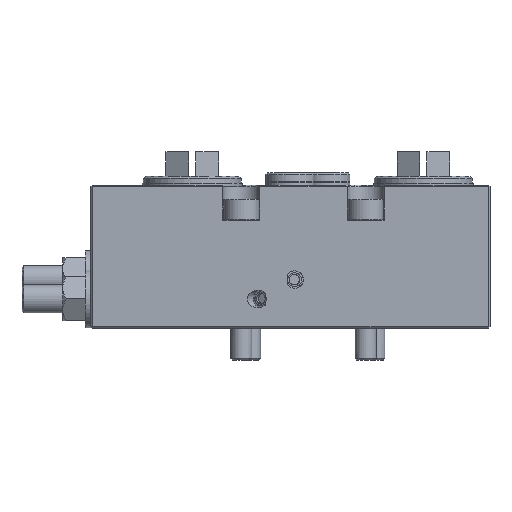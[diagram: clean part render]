
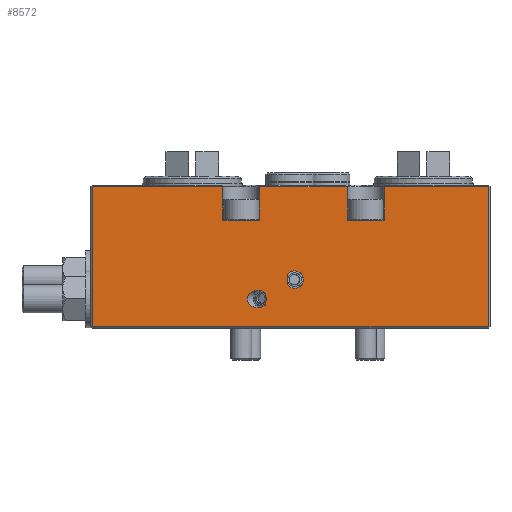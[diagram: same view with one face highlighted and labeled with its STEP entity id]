
A CAD part, front view. The second image highlights one B-rep face of the part: STEP entity #8572.
In plain terms, the highlighted planar face has unit normal (0, -1, 0).
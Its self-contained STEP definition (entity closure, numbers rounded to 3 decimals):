
#524=ELLIPSE('',#9225,2.427,2.);
#530=ELLIPSE('',#9283,2.519,2.5);
#531=ELLIPSE('',#9284,3.034,2.5);
#586=PLANE('',#9282);
#1483=ORIENTED_EDGE('',*,*,#3813,.F.);
#1484=ORIENTED_EDGE('',*,*,#3814,.F.);
#1485=ORIENTED_EDGE('',*,*,#3815,.F.);
#1486=ORIENTED_EDGE('',*,*,#3647,.F.);
#1487=ORIENTED_EDGE('',*,*,#3816,.F.);
#1488=ORIENTED_EDGE('',*,*,#3817,.F.);
#1489=ORIENTED_EDGE('',*,*,#3818,.F.);
#1490=ORIENTED_EDGE('',*,*,#3819,.T.);
#1491=ORIENTED_EDGE('',*,*,#3820,.F.);
#1492=ORIENTED_EDGE('',*,*,#3821,.F.);
#1493=ORIENTED_EDGE('',*,*,#3822,.F.);
#1494=ORIENTED_EDGE('',*,*,#3823,.T.);
#1495=ORIENTED_EDGE('',*,*,#3824,.T.);
#1496=ORIENTED_EDGE('',*,*,#3825,.T.);
#1497=ORIENTED_EDGE('',*,*,#3826,.T.);
#1498=ORIENTED_EDGE('',*,*,#3827,.T.);
#1499=ORIENTED_EDGE('',*,*,#3828,.F.);
#1500=ORIENTED_EDGE('',*,*,#3829,.F.);
#3647=EDGE_CURVE('',#4817,#4818,#524,.T.);
#3813=EDGE_CURVE('',#4973,#4974,#530,.T.);
#3814=EDGE_CURVE('',#4974,#4973,#5658,.T.);
#3815=EDGE_CURVE('',#4818,#4975,#5659,.T.);
#3816=EDGE_CURVE('',#4976,#4817,#5660,.T.);
#3817=EDGE_CURVE('',#4975,#4976,#531,.T.);
#3818=EDGE_CURVE('',#4977,#4978,#5661,.T.);
#3819=EDGE_CURVE('',#4977,#4979,#5662,.T.);
#3820=EDGE_CURVE('',#4980,#4979,#5663,.T.);
#3821=EDGE_CURVE('',#4981,#4980,#5664,.T.);
#3822=EDGE_CURVE('',#4982,#4981,#5665,.T.);
#3823=EDGE_CURVE('',#4982,#4983,#5666,.T.);
#3824=EDGE_CURVE('',#4983,#4984,#5667,.T.);
#3825=EDGE_CURVE('',#4984,#4985,#5668,.T.);
#3826=EDGE_CURVE('',#4985,#4986,#5669,.T.);
#3827=EDGE_CURVE('',#4986,#4987,#5670,.T.);
#3828=EDGE_CURVE('',#4988,#4987,#5671,.T.);
#3829=EDGE_CURVE('',#4978,#4988,#5672,.T.);
#4817=VERTEX_POINT('',#12632);
#4818=VERTEX_POINT('',#12633);
#4973=VERTEX_POINT('',#13171);
#4974=VERTEX_POINT('',#13172);
#4975=VERTEX_POINT('',#13175);
#4976=VERTEX_POINT('',#13177);
#4977=VERTEX_POINT('',#13180);
#4978=VERTEX_POINT('',#13181);
#4979=VERTEX_POINT('',#13183);
#4980=VERTEX_POINT('',#13185);
#4981=VERTEX_POINT('',#13187);
#4982=VERTEX_POINT('',#13189);
#4983=VERTEX_POINT('',#13191);
#4984=VERTEX_POINT('',#13193);
#4985=VERTEX_POINT('',#13195);
#4986=VERTEX_POINT('',#13197);
#4987=VERTEX_POINT('',#13199);
#4988=VERTEX_POINT('',#13201);
#5658=LINE('',#13173,#6313);
#5659=LINE('',#13174,#6314);
#5660=LINE('',#13176,#6315);
#5661=LINE('',#13179,#6316);
#5662=LINE('',#13182,#6317);
#5663=LINE('',#13184,#6318);
#5664=LINE('',#13186,#6319);
#5665=LINE('',#13188,#6320);
#5666=LINE('',#13190,#6321);
#5667=LINE('',#13192,#6322);
#5668=LINE('',#13194,#6323);
#5669=LINE('',#13196,#6324);
#5670=LINE('',#13198,#6325);
#5671=LINE('',#13200,#6326);
#5672=LINE('',#13202,#6327);
#6313=VECTOR('',#10371,1000.);
#6314=VECTOR('',#10372,1000.);
#6315=VECTOR('',#10373,1000.);
#6316=VECTOR('',#10376,1000.);
#6317=VECTOR('',#10377,1000.);
#6318=VECTOR('',#10378,1000.);
#6319=VECTOR('',#10379,1000.);
#6320=VECTOR('',#10380,1000.);
#6321=VECTOR('',#10381,1000.);
#6322=VECTOR('',#10382,1000.);
#6323=VECTOR('',#10383,1000.);
#6324=VECTOR('',#10384,1000.);
#6325=VECTOR('',#10385,1000.);
#6326=VECTOR('',#10386,1000.);
#6327=VECTOR('',#10387,1000.);
#6959=EDGE_LOOP('',(#1483,#1484));
#6960=EDGE_LOOP('',(#1485,#1486,#1487,#1488));
#6961=EDGE_LOOP('',(#1489,#1490,#1491,#1492,#1493,#1494,#1495,#1496,#1497,
#1498,#1499,#1500));
#7734=FACE_BOUND('',#6959,.T.);
#7735=FACE_BOUND('',#6960,.T.);
#7736=FACE_BOUND('',#6961,.T.);
#8572=ADVANCED_FACE('',(#7734,#7735,#7736),#586,.T.);
#9225=AXIS2_PLACEMENT_3D('',#12631,#10193,#10194);
#9282=AXIS2_PLACEMENT_3D('',#13169,#10367,#10368);
#9283=AXIS2_PLACEMENT_3D('',#13170,#10369,#10370);
#9284=AXIS2_PLACEMENT_3D('',#13178,#10374,#10375);
#10193=DIRECTION('',(0.,-1.,0.));
#10194=DIRECTION('',(1.,0.,0.));
#10367=DIRECTION('',(0.,-1.,0.));
#10368=DIRECTION('',(0.,0.,-1.));
#10369=DIRECTION('',(0.,-1.,0.));
#10370=DIRECTION('',(1.,0.,0.));
#10371=DIRECTION('',(0.,0.,-1.));
#10372=DIRECTION('',(0.,0.,1.));
#10373=DIRECTION('',(0.,0.,1.));
#10374=DIRECTION('',(0.,-1.,0.));
#10375=DIRECTION('',(-1.,0.,0.));
#10376=DIRECTION('',(0.,0.,-1.));
#10377=DIRECTION('',(-1.,0.,0.));
#10378=DIRECTION('',(0.,0.,1.));
#10379=DIRECTION('',(1.,0.,0.));
#10380=DIRECTION('',(0.,0.,-1.));
#10381=DIRECTION('',(-1.,0.,0.));
#10382=DIRECTION('',(0.,0.,-1.));
#10383=DIRECTION('',(1.,0.,0.));
#10384=DIRECTION('',(0.,0.,1.));
#10385=DIRECTION('',(-1.,0.,0.));
#10386=DIRECTION('',(0.,0.,1.));
#10387=DIRECTION('',(1.,0.,0.));
#12631=CARTESIAN_POINT('',(47.75,0.,8.5));
#12632=CARTESIAN_POINT('',(50.045,0.,7.85));
#12633=CARTESIAN_POINT('',(50.045,0.,9.15));
#13169=CARTESIAN_POINT('',(0.,0.,0.));
#13170=CARTESIAN_POINT('',(58.25,0.,14.));
#13171=CARTESIAN_POINT('',(56.199,0.,12.549));
#13172=CARTESIAN_POINT('',(56.199,0.,15.451));
#13173=CARTESIAN_POINT('',(56.199,0.,0.));
#13174=CARTESIAN_POINT('',(50.045,0.,0.));
#13175=CARTESIAN_POINT('',(50.045,0.,10.135));
#13176=CARTESIAN_POINT('',(50.045,0.,0.));
#13177=CARTESIAN_POINT('',(50.045,0.,6.865));
#13178=CARTESIAN_POINT('',(47.75,0.,8.5));
#13179=CARTESIAN_POINT('',(73.25,0.,0.));
#13180=CARTESIAN_POINT('',(73.25,0.,40.5));
#13181=CARTESIAN_POINT('',(73.25,0.,31.));
#13182=CARTESIAN_POINT('',(0.,0.,40.5));
#13183=CARTESIAN_POINT('',(48.25,0.,40.5));
#13184=CARTESIAN_POINT('',(48.25,0.,0.));
#13185=CARTESIAN_POINT('',(48.25,0.,31.));
#13186=CARTESIAN_POINT('',(0.,0.,31.));
#13187=CARTESIAN_POINT('',(37.75,0.,31.));
#13188=CARTESIAN_POINT('',(37.75,0.,0.));
#13189=CARTESIAN_POINT('',(37.75,0.,40.5));
#13190=CARTESIAN_POINT('',(0.,0.,40.5));
#13191=CARTESIAN_POINT('',(0.5,0.,40.5));
#13192=CARTESIAN_POINT('',(0.5,0.,0.));
#13193=CARTESIAN_POINT('',(0.5,0.,0.5));
#13194=CARTESIAN_POINT('',(0.,0.,0.5));
#13195=CARTESIAN_POINT('',(113.5,0.,0.5));
#13196=CARTESIAN_POINT('',(113.5,0.,0.));
#13197=CARTESIAN_POINT('',(113.5,0.,40.5));
#13198=CARTESIAN_POINT('',(0.,0.,40.5));
#13199=CARTESIAN_POINT('',(83.75,0.,40.5));
#13200=CARTESIAN_POINT('',(83.75,0.,0.));
#13201=CARTESIAN_POINT('',(83.75,0.,31.));
#13202=CARTESIAN_POINT('',(0.,0.,31.));
